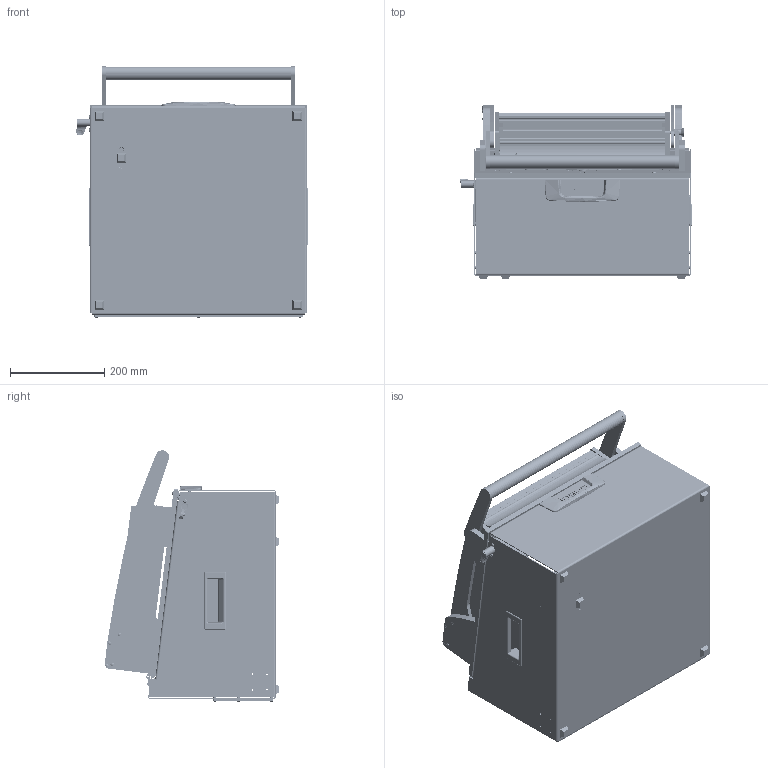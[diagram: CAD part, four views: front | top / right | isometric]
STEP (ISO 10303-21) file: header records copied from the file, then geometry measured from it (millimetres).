
FILE_DESCRIPTION (( 'STEP AP214' ), '1' );
FILE_NAME ('INGUN_55760.STEP', '2021-03-03T14:00:06', ( '' ), ( '' ), 'SwSTEP 2.0', 'SolidWorks 2018', '' );
FILE_SCHEMA (( 'AUTOMOTIVE_DESIGN' ));
Length unit declared in the file: millimetre
Products named in the file (104): INGUN_55760; 53838~0_S; DIN125~n_05,3 M05,0 Fase; 43581~5_KUNDE<S>; 8804~0; 43492~4; 31109~0; 43199~2_KUNDE<S>; 110322~4_S; K_02037~0_Standard ohne Dyn Punkt<Standard>; DIN914~n_M04,0x05; K_02037~0; 48565~1_S; DIN125~n_04,3 M04,0; 34328~1_S; 20901~0_ohne Schiebeteil<Standard>; 57801~2_S; 30112~0; 3521~0_Spring Pin ISO 8752 - 3 x 16 - St; 48728~1_S; DIN7991~n_M03,0x016 VA; 30758~0_S; 35151~0_S; 32462~0_S; ISO7380~n_M05,0x008; 2281~0; 109963~0_KUNDE<S>; 49317~0; 53839~0_S; DIN6325~n_02,0m6x020; DIN7991~n_M05,0x016; ISO7380~n_M04,0x008; 35716~2; ASR~-a-s-r_拱04,2x07x拌8; 38786~1; 30758_02~0_S; DIN912~n_M04,0x012; DIN6325~n_04,0m6x012; DIN7991~n_M05,0x012; 43579~2_KUNDE<S> ...
Assembly tree (221 placements, depth 5):
  INGUN_55760
    33449~5_S
      33453~5
      30758~0_S  x2
        30758_01~0_S
        30758_02~0_S
      31199~3_S
      20902~0
      2720~0  x5
      53032~0_S
      20901~0_Abstand 296<Standard>
        20901~0_ohne Schiebeteil<Standard>
        20901_01~0
      32462~0_S
      32171~0_S
      29805~4_geschlossen<S>
        110322~4_S
        110705~1_S
        30984~0_S
        110231~1_S
        110443~0_S
        30112~0
        ISO7380~n_M05,0x030
        ISO7380~n_M04,0x008  x2
        DIN914~n_M04,0x05
      35334~0_S
      DIN7991~n_M05,0x016
      ISO7380~n_M04,0x010  x4
      DIN7991~n_M05,0x012  x2
      8804~0
      DIN985-A2~n_M05,0  x3
      DIN125~n_05,3 M05,0 Fase  x2
    43530~5_KUNDE<S>
      109981~0_S
        43492~4
        35661~4_S
        35662~11_S
        35663~9_S
        2281~0_180ø<Standard>  x2
          2281~0
        37188~1_S  x2
        53031~0_S
        35649~1_S
        35651~1_S
        31253~0_S
        30955~0_S
        30915~0
        ASR~-a-s-r_拱04,2x07x拌8  x2
        2528~0  x2
        31109~0
        35664~1_S
        48727~1_S
          48726~2_S
          DIN6325~n_04,0m6x012
          48565~1_S
          DIN912~n_M04,0x020  x2
          DIN125~n_06,4 M06,0 Fase
          DIN125~n_04,3 M04,0  x2
          49317~0
        48728~1_S
Bounding box: 491.5 x 369.75 x 532.72 mm (x, y, z)
Volume: 5118991.8 mm3; surface area: 2991396 mm2
Topology: 232 solids, 232 shells, 5383 faces, 13384 edges, 8528 vertices
Faces by surface type: cylinder 2209, plane 2076, cone 677, bspline 234, sphere 96, torus 91
Entity records: 116906 total; most frequent: CARTESIAN_POINT 28006, DIRECTION 17582, ORIENTED_EDGE 16236, EDGE_CURVE 8118, AXIS2_PLACEMENT_3D 6605, VERTEX_POINT 5221, LINE 4372, VECTOR 4372
